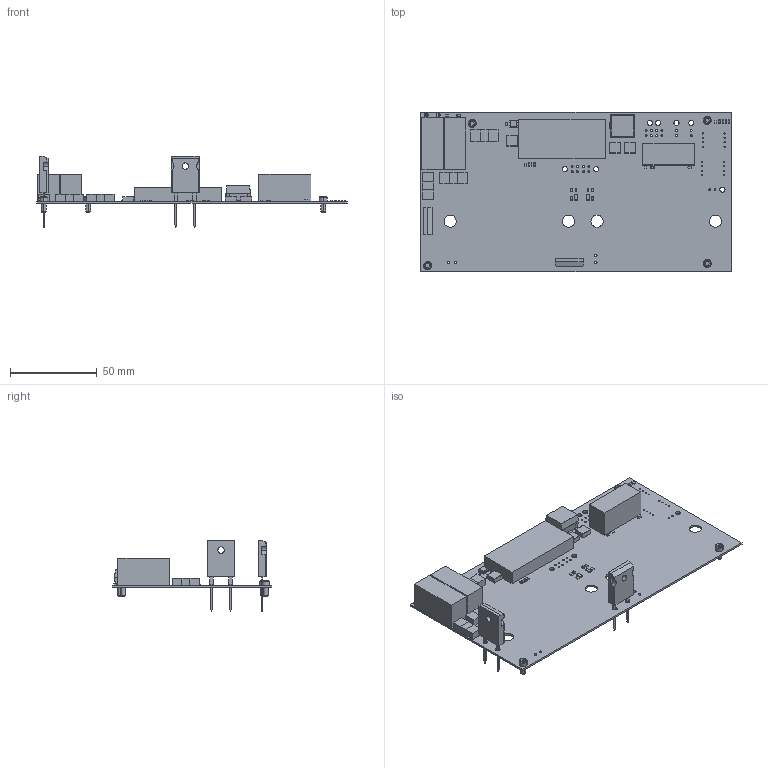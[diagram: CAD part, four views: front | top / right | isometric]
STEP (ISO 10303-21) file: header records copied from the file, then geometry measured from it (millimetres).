
FILE_DESCRIPTION(('Open CASCADE Model'),'2;1');
FILE_NAME('Open CASCADE Shape Model','2020-03-24T16:49:41',('Author'),( 'Open CASCADE'),'Open CASCADE STEP processor 6.8','Open CASCADE 6.8' ,'Unknown');
FILE_SCHEMA(('AUTOMOTIVE_DESIGN { 1 0 10303 214 1 1 1 1 }'));
Length unit declared in the file: millimetre
Products named in the file (1): PCB
Bounding box: 178.94 x 91.82 x 41.07 mm (x, y, z)
Volume: 48279.1 mm3; surface area: 49589.5 mm2
Topology: 116 solids, 162 shells, 1466 faces, 3390 edges, 2148 vertices
Faces by surface type: plane 958, cylinder 312, bspline 132, sphere 64
Full cylindrical faces by diameter (mm): 0.7 x16, 1.016 x22, 1.3 x24, 1.5 x4, 1.52 x3, 2.03 x6, 2.5 x4, 2.946 x4, 2.997 x7, 7 x4
Entity records: 44815 total; most frequent: CARTESIAN_POINT 10869, DIRECTION 6484, ORIENTED_EDGE 6412, EDGE_CURVE 3326, LINE 2598, VECTOR 2598, VERTEX_POINT 2148, AXIS2_PLACEMENT_3D 1943
